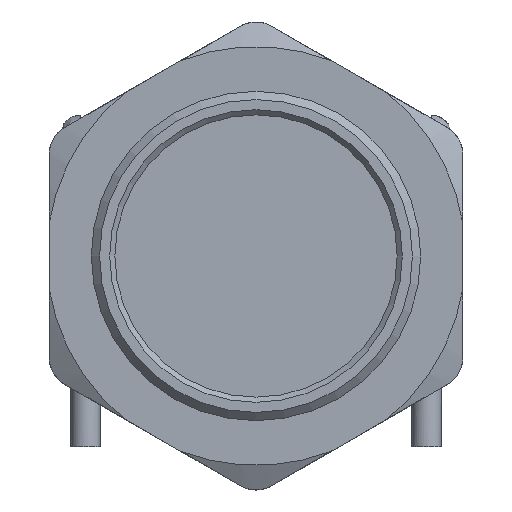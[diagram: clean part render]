
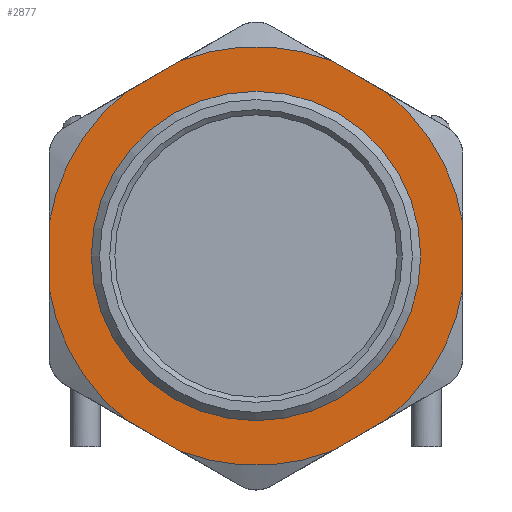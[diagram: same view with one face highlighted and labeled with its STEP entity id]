
A CAD part, left-side view. The second image highlights one B-rep face of the part: STEP entity #2877.
In plain terms, the highlighted planar face has unit normal (-1, 0, 0).
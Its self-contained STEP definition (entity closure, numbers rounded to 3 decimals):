
#233=FACE_BOUND('',#1004,.T.);
#295=LINE('',#4598,#455);
#296=LINE('',#4602,#456);
#297=LINE('',#4606,#457);
#298=LINE('',#4610,#458);
#299=LINE('',#4614,#459);
#300=LINE('',#4617,#460);
#455=VECTOR('',#3558,10.);
#456=VECTOR('',#3561,10.);
#457=VECTOR('',#3564,10.);
#458=VECTOR('',#3567,10.);
#459=VECTOR('',#3570,10.);
#460=VECTOR('',#3573,10.);
#832=FACE_OUTER_BOUND('',#1003,.T.);
#1003=EDGE_LOOP('',(#2194,#2195,#2196,#2197,#2198,#2199,#2200,#2201,#2202,
#2203,#2204,#2205));
#1004=EDGE_LOOP('',(#2206));
#1178=CIRCLE('',#3110,20.25);
#1179=CIRCLE('',#3111,20.25);
#1180=CIRCLE('',#3112,20.25);
#1181=CIRCLE('',#3113,20.25);
#1182=CIRCLE('',#3114,20.25);
#1183=CIRCLE('',#3115,20.25);
#1184=CIRCLE('',#3116,15.925);
#1344=VERTEX_POINT('',#4594);
#1345=VERTEX_POINT('',#4595);
#1346=VERTEX_POINT('',#4597);
#1347=VERTEX_POINT('',#4599);
#1348=VERTEX_POINT('',#4601);
#1349=VERTEX_POINT('',#4603);
#1350=VERTEX_POINT('',#4605);
#1351=VERTEX_POINT('',#4607);
#1352=VERTEX_POINT('',#4609);
#1353=VERTEX_POINT('',#4611);
#1354=VERTEX_POINT('',#4613);
#1355=VERTEX_POINT('',#4615);
#1356=VERTEX_POINT('',#4618);
#1657=EDGE_CURVE('',#1344,#1345,#1178,.T.);
#1658=EDGE_CURVE('',#1346,#1345,#295,.T.);
#1659=EDGE_CURVE('',#1346,#1347,#1179,.T.);
#1660=EDGE_CURVE('',#1348,#1347,#296,.T.);
#1661=EDGE_CURVE('',#1348,#1349,#1180,.T.);
#1662=EDGE_CURVE('',#1350,#1349,#297,.T.);
#1663=EDGE_CURVE('',#1350,#1351,#1181,.T.);
#1664=EDGE_CURVE('',#1352,#1351,#298,.T.);
#1665=EDGE_CURVE('',#1352,#1353,#1182,.T.);
#1666=EDGE_CURVE('',#1354,#1353,#299,.T.);
#1667=EDGE_CURVE('',#1354,#1355,#1183,.T.);
#1668=EDGE_CURVE('',#1344,#1355,#300,.T.);
#1669=EDGE_CURVE('',#1356,#1356,#1184,.T.);
#2194=ORIENTED_EDGE('',*,*,#1657,.T.);
#2195=ORIENTED_EDGE('',*,*,#1658,.F.);
#2196=ORIENTED_EDGE('',*,*,#1659,.T.);
#2197=ORIENTED_EDGE('',*,*,#1660,.F.);
#2198=ORIENTED_EDGE('',*,*,#1661,.T.);
#2199=ORIENTED_EDGE('',*,*,#1662,.F.);
#2200=ORIENTED_EDGE('',*,*,#1663,.T.);
#2201=ORIENTED_EDGE('',*,*,#1664,.F.);
#2202=ORIENTED_EDGE('',*,*,#1665,.T.);
#2203=ORIENTED_EDGE('',*,*,#1666,.F.);
#2204=ORIENTED_EDGE('',*,*,#1667,.T.);
#2205=ORIENTED_EDGE('',*,*,#1668,.F.);
#2206=ORIENTED_EDGE('',*,*,#1669,.F.);
#2769=PLANE('',#3109);
#2877=ADVANCED_FACE('',(#832,#233),#2769,.T.);
#3109=AXIS2_PLACEMENT_3D('',#4593,#3554,#3555);
#3110=AXIS2_PLACEMENT_3D('',#4596,#3556,#3557);
#3111=AXIS2_PLACEMENT_3D('',#4600,#3559,#3560);
#3112=AXIS2_PLACEMENT_3D('',#4604,#3562,#3563);
#3113=AXIS2_PLACEMENT_3D('',#4608,#3565,#3566);
#3114=AXIS2_PLACEMENT_3D('',#4612,#3568,#3569);
#3115=AXIS2_PLACEMENT_3D('',#4616,#3571,#3572);
#3116=AXIS2_PLACEMENT_3D('',#4619,#3574,#3575);
#3554=DIRECTION('center_axis',(-1.,0.,0.));
#3555=DIRECTION('ref_axis',(0.,1.,0.));
#3556=DIRECTION('center_axis',(-1.,0.,0.));
#3557=DIRECTION('ref_axis',(0.,0.,
1.));
#3558=DIRECTION('',(0.,0.,1.));
#3559=DIRECTION('center_axis',(-1.,0.,0.));
#3560=DIRECTION('ref_axis',(0.,0.,
1.));
#3561=DIRECTION('',(0.,0.866,0.5));
#3562=DIRECTION('center_axis',(-1.,0.,0.));
#3563=DIRECTION('ref_axis',(0.,0.,
1.));
#3564=DIRECTION('',(0.,0.866,-0.5));
#3565=DIRECTION('center_axis',(-1.,0.,0.));
#3566=DIRECTION('ref_axis',(0.,0.,
1.));
#3567=DIRECTION('',(0.,0.,-1.));
#3568=DIRECTION('center_axis',(-1.,0.,0.));
#3569=DIRECTION('ref_axis',(0.,0.,
1.));
#3570=DIRECTION('',(0.,-0.866,-0.5));
#3571=DIRECTION('center_axis',(-1.,0.,0.));
#3572=DIRECTION('ref_axis',(0.,0.,
1.));
#3573=DIRECTION('',(0.,-0.866,0.5));
#3574=DIRECTION('center_axis',(-1.,0.,0.));
#3575=DIRECTION('ref_axis',(0.,1.,0.));
#4593=CARTESIAN_POINT('Origin',(-11.945,-0.025,0.072));
#4594=CARTESIAN_POINT('',(-11.945,12.722,15.807));
#4595=CARTESIAN_POINT('',(-11.945,19.975,3.244));
#4596=CARTESIAN_POINT('Origin',(-11.945,-0.025,0.072));
#4597=CARTESIAN_POINT('',(-11.945,19.975,-3.1));
#4598=CARTESIAN_POINT('',(-11.945,19.975,-11.475));
#4599=CARTESIAN_POINT('',(-11.945,12.722,-15.662));
#4600=CARTESIAN_POINT('Origin',(-11.945,-0.025,0.072));
#4601=CARTESIAN_POINT('',(-11.945,7.227,-18.834));
#4602=CARTESIAN_POINT('',(-11.945,-0.025,-23.022));
#4603=CARTESIAN_POINT('',(-11.945,-7.278,-18.834));
#4604=CARTESIAN_POINT('Origin',(-11.945,-0.025,0.072));
#4605=CARTESIAN_POINT('',(-11.945,-12.773,-15.662));
#4606=CARTESIAN_POINT('',(-11.945,-20.025,-11.475));
#4607=CARTESIAN_POINT('',(-11.945,-20.025,-3.1));
#4608=CARTESIAN_POINT('Origin',(-11.945,-0.025,0.072));
#4609=CARTESIAN_POINT('',(-11.945,-20.025,3.244));
#4610=CARTESIAN_POINT('',(-11.945,-20.025,11.619));
#4611=CARTESIAN_POINT('',(-11.945,-12.773,15.807));
#4612=CARTESIAN_POINT('Origin',(-11.945,-0.025,0.072));
#4613=CARTESIAN_POINT('',(-11.945,-7.278,18.979));
#4614=CARTESIAN_POINT('',(-11.945,-0.025,23.166));
#4615=CARTESIAN_POINT('',(-11.945,7.227,18.979));
#4616=CARTESIAN_POINT('Origin',(-11.945,-0.025,0.072));
#4617=CARTESIAN_POINT('',(-11.945,19.975,11.619));
#4618=CARTESIAN_POINT('',(-11.945,-15.95,0.072));
#4619=CARTESIAN_POINT('Origin',(-11.945,-0.025,0.072));
